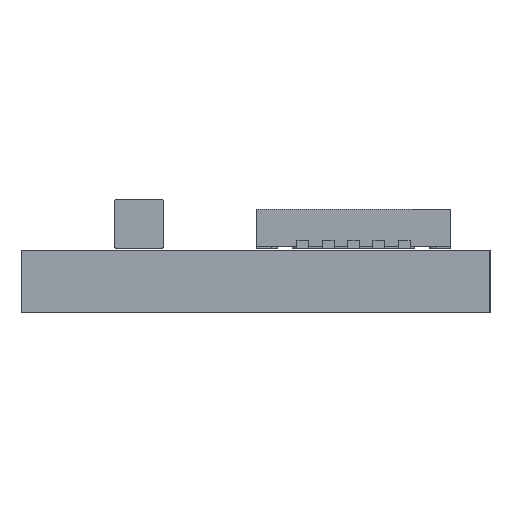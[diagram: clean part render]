
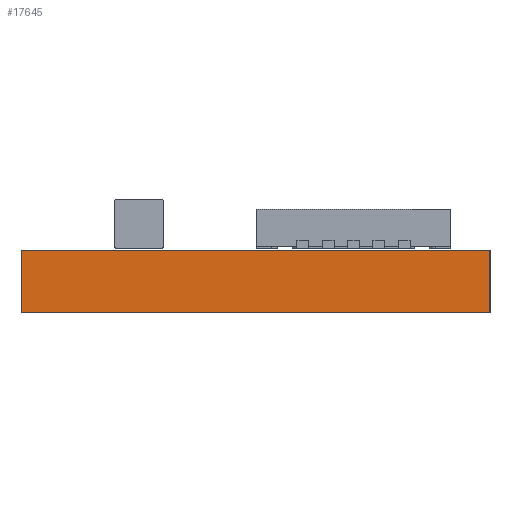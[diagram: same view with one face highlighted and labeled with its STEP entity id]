
A CAD part, left-side view. The second image highlights one B-rep face of the part: STEP entity #17645.
In plain terms, the highlighted planar face has unit normal (-1, 0, 0).
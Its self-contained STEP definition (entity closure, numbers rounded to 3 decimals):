
#17529 = EDGE_CURVE('',#17530,#17532,#17534,.T.);
#17530 = VERTEX_POINT('',#17531);
#17531 = CARTESIAN_POINT('',(136.5,-80.,0.));
#17532 = VERTEX_POINT('',#17533);
#17533 = CARTESIAN_POINT('',(136.5,-80.,1.6));
#17534 = SURFACE_CURVE('',#17535,(#17539,#17551),.PCURVE_S1.);
#17535 = LINE('',#17536,#17537);
#17536 = CARTESIAN_POINT('',(136.5,-80.,0.));
#17537 = VECTOR('',#17538,1.);
#17538 = DIRECTION('',(0.,0.,1.));
#17539 = PCURVE('',#17540,#17545);
#17540 = PLANE('',#17541);
#17541 = AXIS2_PLACEMENT_3D('',#17542,#17543,#17544);
#17542 = CARTESIAN_POINT('',(136.5,-80.,0.));
#17543 = DIRECTION('',(0.,1.,0.));
#17544 = DIRECTION('',(1.,0.,0.));
#17545 = DEFINITIONAL_REPRESENTATION('',(#17546),#17550);
#17546 = LINE('',#17547,#17548);
#17547 = CARTESIAN_POINT('',(0.,0.));
#17548 = VECTOR('',#17549,1.);
#17549 = DIRECTION('',(0.,-1.));
#17550 = ( GEOMETRIC_REPRESENTATION_CONTEXT(2) 
PARAMETRIC_REPRESENTATION_CONTEXT() REPRESENTATION_CONTEXT('2D SPACE',''
  ) );
#17551 = PCURVE('',#17552,#17557);
#17552 = PLANE('',#17553);
#17553 = AXIS2_PLACEMENT_3D('',#17554,#17555,#17556);
#17554 = CARTESIAN_POINT('',(136.5,-92.,0.));
#17555 = DIRECTION('',(-1.,0.,0.));
#17556 = DIRECTION('',(0.,1.,0.));
#17557 = DEFINITIONAL_REPRESENTATION('',(#17558),#17562);
#17558 = LINE('',#17559,#17560);
#17559 = CARTESIAN_POINT('',(12.,0.));
#17560 = VECTOR('',#17561,1.);
#17561 = DIRECTION('',(0.,-1.));
#17562 = ( GEOMETRIC_REPRESENTATION_CONTEXT(2) 
PARAMETRIC_REPRESENTATION_CONTEXT() REPRESENTATION_CONTEXT('2D SPACE',''
  ) );
#17580 = PLANE('',#17581);
#17581 = AXIS2_PLACEMENT_3D('',#17582,#17583,#17584);
#17582 = CARTESIAN_POINT('',(150.75,-86.,1.6));
#17583 = DIRECTION('',(-0.,-0.,-1.));
#17584 = DIRECTION('',(-1.,0.,0.));
#17634 = PLANE('',#17635);
#17635 = AXIS2_PLACEMENT_3D('',#17636,#17637,#17638);
#17636 = CARTESIAN_POINT('',(150.75,-86.,0.));
#17637 = DIRECTION('',(-0.,-0.,-1.));
#17638 = DIRECTION('',(-1.,0.,0.));
#17645 = ADVANCED_FACE('',(#17646),#17552,.T.);
#17646 = FACE_BOUND('',#17647,.T.);
#17647 = EDGE_LOOP('',(#17648,#17678,#17699,#17700));
#17648 = ORIENTED_EDGE('',*,*,#17649,.T.);
#17649 = EDGE_CURVE('',#17650,#17652,#17654,.T.);
#17650 = VERTEX_POINT('',#17651);
#17651 = CARTESIAN_POINT('',(136.5,-92.,0.));
#17652 = VERTEX_POINT('',#17653);
#17653 = CARTESIAN_POINT('',(136.5,-92.,1.6));
#17654 = SURFACE_CURVE('',#17655,(#17659,#17666),.PCURVE_S1.);
#17655 = LINE('',#17656,#17657);
#17656 = CARTESIAN_POINT('',(136.5,-92.,0.));
#17657 = VECTOR('',#17658,1.);
#17658 = DIRECTION('',(0.,0.,1.));
#17659 = PCURVE('',#17552,#17660);
#17660 = DEFINITIONAL_REPRESENTATION('',(#17661),#17665);
#17661 = LINE('',#17662,#17663);
#17662 = CARTESIAN_POINT('',(0.,0.));
#17663 = VECTOR('',#17664,1.);
#17664 = DIRECTION('',(0.,-1.));
#17665 = ( GEOMETRIC_REPRESENTATION_CONTEXT(2) 
PARAMETRIC_REPRESENTATION_CONTEXT() REPRESENTATION_CONTEXT('2D SPACE',''
  ) );
#17666 = PCURVE('',#17667,#17672);
#17667 = PLANE('',#17668);
#17668 = AXIS2_PLACEMENT_3D('',#17669,#17670,#17671);
#17669 = CARTESIAN_POINT('',(165.,-92.,0.));
#17670 = DIRECTION('',(0.,-1.,0.));
#17671 = DIRECTION('',(-1.,0.,0.));
#17672 = DEFINITIONAL_REPRESENTATION('',(#17673),#17677);
#17673 = LINE('',#17674,#17675);
#17674 = CARTESIAN_POINT('',(28.5,0.));
#17675 = VECTOR('',#17676,1.);
#17676 = DIRECTION('',(0.,-1.));
#17677 = ( GEOMETRIC_REPRESENTATION_CONTEXT(2) 
PARAMETRIC_REPRESENTATION_CONTEXT() REPRESENTATION_CONTEXT('2D SPACE',''
  ) );
#17678 = ORIENTED_EDGE('',*,*,#17679,.T.);
#17679 = EDGE_CURVE('',#17652,#17532,#17680,.T.);
#17680 = SURFACE_CURVE('',#17681,(#17685,#17692),.PCURVE_S1.);
#17681 = LINE('',#17682,#17683);
#17682 = CARTESIAN_POINT('',(136.5,-92.,1.6));
#17683 = VECTOR('',#17684,1.);
#17684 = DIRECTION('',(0.,1.,0.));
#17685 = PCURVE('',#17552,#17686);
#17686 = DEFINITIONAL_REPRESENTATION('',(#17687),#17691);
#17687 = LINE('',#17688,#17689);
#17688 = CARTESIAN_POINT('',(0.,-1.6));
#17689 = VECTOR('',#17690,1.);
#17690 = DIRECTION('',(1.,0.));
#17691 = ( GEOMETRIC_REPRESENTATION_CONTEXT(2) 
PARAMETRIC_REPRESENTATION_CONTEXT() REPRESENTATION_CONTEXT('2D SPACE',''
  ) );
#17692 = PCURVE('',#17580,#17693);
#17693 = DEFINITIONAL_REPRESENTATION('',(#17694),#17698);
#17694 = LINE('',#17695,#17696);
#17695 = CARTESIAN_POINT('',(14.25,-6.));
#17696 = VECTOR('',#17697,1.);
#17697 = DIRECTION('',(0.,1.));
#17698 = ( GEOMETRIC_REPRESENTATION_CONTEXT(2) 
PARAMETRIC_REPRESENTATION_CONTEXT() REPRESENTATION_CONTEXT('2D SPACE',''
  ) );
#17699 = ORIENTED_EDGE('',*,*,#17529,.F.);
#17700 = ORIENTED_EDGE('',*,*,#17701,.F.);
#17701 = EDGE_CURVE('',#17650,#17530,#17702,.T.);
#17702 = SURFACE_CURVE('',#17703,(#17707,#17714),.PCURVE_S1.);
#17703 = LINE('',#17704,#17705);
#17704 = CARTESIAN_POINT('',(136.5,-92.,0.));
#17705 = VECTOR('',#17706,1.);
#17706 = DIRECTION('',(0.,1.,0.));
#17707 = PCURVE('',#17552,#17708);
#17708 = DEFINITIONAL_REPRESENTATION('',(#17709),#17713);
#17709 = LINE('',#17710,#17711);
#17710 = CARTESIAN_POINT('',(0.,0.));
#17711 = VECTOR('',#17712,1.);
#17712 = DIRECTION('',(1.,0.));
#17713 = ( GEOMETRIC_REPRESENTATION_CONTEXT(2) 
PARAMETRIC_REPRESENTATION_CONTEXT() REPRESENTATION_CONTEXT('2D SPACE',''
  ) );
#17714 = PCURVE('',#17634,#17715);
#17715 = DEFINITIONAL_REPRESENTATION('',(#17716),#17720);
#17716 = LINE('',#17717,#17718);
#17717 = CARTESIAN_POINT('',(14.25,-6.));
#17718 = VECTOR('',#17719,1.);
#17719 = DIRECTION('',(0.,1.));
#17720 = ( GEOMETRIC_REPRESENTATION_CONTEXT(2) 
PARAMETRIC_REPRESENTATION_CONTEXT() REPRESENTATION_CONTEXT('2D SPACE',''
  ) );
